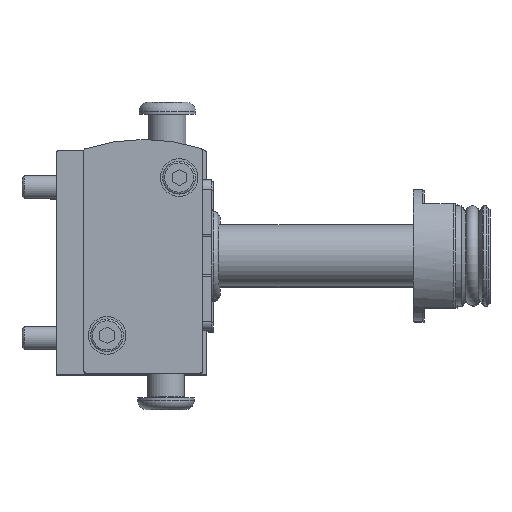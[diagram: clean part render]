
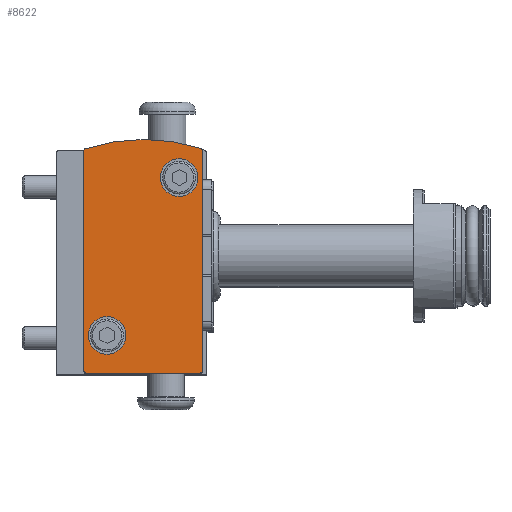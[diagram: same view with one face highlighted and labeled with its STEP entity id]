
A CAD part, top view. The second image highlights one B-rep face of the part: STEP entity #8622.
In plain terms, the highlighted planar face has unit normal (0, 0, 1).
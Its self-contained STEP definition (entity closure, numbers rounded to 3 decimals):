
#121=PLANE('',#9152);
#421=LINE('',#11842,#976);
#514=LINE('',#12126,#1069);
#517=LINE('',#12136,#1072);
#976=VECTOR('',#9869,1000.);
#1069=VECTOR('',#10086,1000.);
#1072=VECTOR('',#10097,1000.);
#1797=ORIENTED_EDGE('',*,*,#3424,.T.);
#1798=ORIENTED_EDGE('',*,*,#3425,.T.);
#1799=ORIENTED_EDGE('',*,*,#3414,.T.);
#1800=ORIENTED_EDGE('',*,*,#3416,.T.);
#1801=ORIENTED_EDGE('',*,*,#3418,.T.);
#1802=ORIENTED_EDGE('',*,*,#3421,.T.);
#1803=ORIENTED_EDGE('',*,*,#3422,.T.);
#1804=ORIENTED_EDGE('',*,*,#3274,.T.);
#1805=ORIENTED_EDGE('',*,*,#3423,.T.);
#1806=ORIENTED_EDGE('',*,*,#3170,.T.);
#3170=EDGE_CURVE('',#4009,#4008,#4598,.T.);
#3274=EDGE_CURVE('',#4105,#4104,#421,.T.);
#3414=EDGE_CURVE('',#4008,#4232,#4700,.T.);
#3416=EDGE_CURVE('',#4232,#4233,#514,.T.);
#3418=EDGE_CURVE('',#4233,#4234,#4701,.T.);
#3421=EDGE_CURVE('',#4234,#4236,#517,.T.);
#3422=EDGE_CURVE('',#4236,#4105,#4703,.T.);
#3423=EDGE_CURVE('',#4104,#4009,#4704,.T.);
#3424=EDGE_CURVE('',#4237,#4237,#4705,.T.);
#3425=EDGE_CURVE('',#4238,#4238,#4706,.T.);
#4008=VERTEX_POINT('',#11597);
#4009=VERTEX_POINT('',#11599);
#4104=VERTEX_POINT('',#11841);
#4105=VERTEX_POINT('',#11843);
#4232=VERTEX_POINT('',#12121);
#4233=VERTEX_POINT('',#12125);
#4234=VERTEX_POINT('',#12129);
#4236=VERTEX_POINT('',#12135);
#4237=VERTEX_POINT('',#12143);
#4238=VERTEX_POINT('',#12145);
#4598=CIRCLE('',#9017,39.5);
#4700=CIRCLE('',#9142,0.5);
#4701=CIRCLE('',#9145,0.5);
#4703=CIRCLE('',#9149,0.5);
#4704=CIRCLE('',#9151,0.5);
#4705=CIRCLE('',#9153,4.);
#4706=CIRCLE('',#9154,4.);
#4919=EDGE_LOOP('',(#1797));
#4920=EDGE_LOOP('',(#1798));
#4921=EDGE_LOOP('',(#1799,#1800,#1801,#1802,#1803,#1804,#1805,#1806));
#5480=FACE_BOUND('',#4919,.T.);
#5481=FACE_BOUND('',#4920,.T.);
#5482=FACE_BOUND('',#4921,.T.);
#8622=ADVANCED_FACE('',(#5480,#5481,#5482),#121,.T.);
#9017=AXIS2_PLACEMENT_3D('',#11598,#9698,#9699);
#9142=AXIS2_PLACEMENT_3D('',#12122,#10081,#10082);
#9145=AXIS2_PLACEMENT_3D('',#12130,#10090,#10091);
#9149=AXIS2_PLACEMENT_3D('',#12138,#10100,#10101);
#9151=AXIS2_PLACEMENT_3D('',#12140,#10104,#10105);
#9152=AXIS2_PLACEMENT_3D('',#12141,#10106,#10107);
#9153=AXIS2_PLACEMENT_3D('',#12142,#10108,#10109);
#9154=AXIS2_PLACEMENT_3D('',#12144,#10110,#10111);
#9698=DIRECTION('',(0.,0.,1.));
#9699=DIRECTION('',(1.,0.,0.));
#9869=DIRECTION('',(0.,1.,0.));
#10081=DIRECTION('',(0.,0.,1.));
#10082=DIRECTION('',(1.,0.,0.));
#10086=DIRECTION('',(0.,-1.,0.));
#10090=DIRECTION('',(0.,0.,1.));
#10091=DIRECTION('',(1.,0.,0.));
#10097=DIRECTION('',(1.,0.,0.));
#10100=DIRECTION('',(0.,0.,1.));
#10101=DIRECTION('',(1.,0.,0.));
#10104=DIRECTION('',(0.,0.,1.));
#10105=DIRECTION('',(1.,0.,0.));
#10106=DIRECTION('',(0.,0.,1.));
#10107=DIRECTION('',(1.,0.,0.));
#10108=DIRECTION('',(0.,0.,-1.));
#10109=DIRECTION('',(-1.,0.,0.));
#10110=DIRECTION('',(0.,0.,-1.));
#10111=DIRECTION('',(-1.,0.,0.));
#11597=CARTESIAN_POINT('',(-12.407,47.801,84.));
#11598=CARTESIAN_POINT('',(0.,10.3,84.));
#11599=CARTESIAN_POINT('',(12.103,47.9,84.));
#11841=CARTESIAN_POINT('',(12.45,47.424,84.));
#11842=CARTESIAN_POINT('',(12.45,0.7,84.));
#11843=CARTESIAN_POINT('',(12.45,0.7,84.));
#12121=CARTESIAN_POINT('',(-12.75,47.326,84.));
#12122=CARTESIAN_POINT('',(-12.25,47.326,84.));
#12125=CARTESIAN_POINT('',(-12.75,0.7,84.));
#12126=CARTESIAN_POINT('',(-12.75,47.326,84.));
#12129=CARTESIAN_POINT('',(-12.25,0.2,84.));
#12130=CARTESIAN_POINT('',(-12.25,0.7,84.));
#12135=CARTESIAN_POINT('',(11.95,0.2,84.));
#12136=CARTESIAN_POINT('',(-12.25,0.2,84.));
#12138=CARTESIAN_POINT('',(11.95,0.7,84.));
#12140=CARTESIAN_POINT('',(11.95,47.424,84.));
#12141=CARTESIAN_POINT('',(-12.25,47.326,84.));
#12142=CARTESIAN_POINT('',(-7.8,8.2,84.));
#12143=CARTESIAN_POINT('',(-11.8,8.2,84.));
#12144=CARTESIAN_POINT('',(7.5,41.7,84.));
#12145=CARTESIAN_POINT('',(3.5,41.7,84.));
